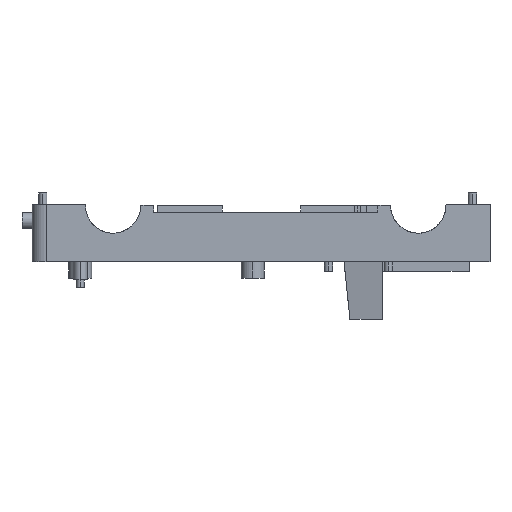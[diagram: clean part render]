
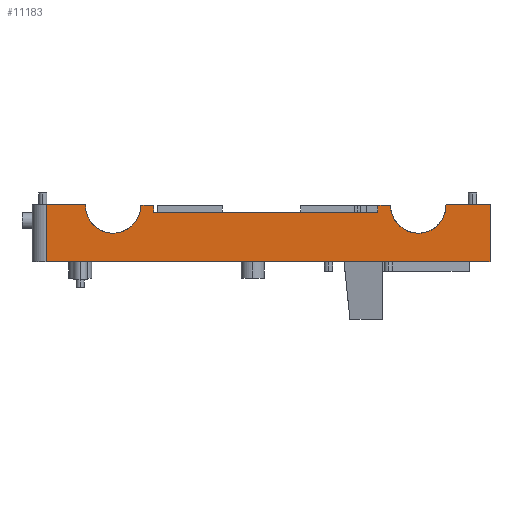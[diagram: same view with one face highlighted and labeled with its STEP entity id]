
A CAD part, left-side view. The second image highlights one B-rep face of the part: STEP entity #11183.
In plain terms, the highlighted planar face has unit normal (-1, 0, 0).
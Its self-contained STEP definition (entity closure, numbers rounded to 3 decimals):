
#230 = B_SPLINE_CURVE_WITH_KNOTS ( 'NONE', 3,
 ( #905, #5366, #16089, #16199 ),
 .UNSPECIFIED., .F., .F.,
 ( 4, 4 ),
 ( 0., 1. ),
 .UNSPECIFIED. ) ;
#295 = CARTESIAN_POINT ( 'NONE',  ( -33.2, 52., 0.2 ) ) ;
#476 = DIRECTION ( 'NONE',  ( 1., 0., 0. ) ) ;
#510 = EDGE_CURVE ( 'NONE', #9645, #14111, #17350, .T. ) ;
#629 = EDGE_CURVE ( 'NONE', #5733, #12685, #6764, .T. ) ;
#691 = B_SPLINE_CURVE_WITH_KNOTS ( 'NONE', 3,
 ( #4979, #4925, #2087, #10224 ),
 .UNSPECIFIED., .F., .F.,
 ( 4, 4 ),
 ( 0., 1. ),
 .UNSPECIFIED. ) ;
#715 = CARTESIAN_POINT ( 'NONE',  ( -33.2, -1.583, -1.5 ) ) ;
#905 = CARTESIAN_POINT ( 'NONE',  ( -33.2, 30.75, 0. ) ) ;
#914 = AXIS2_PLACEMENT_3D ( 'NONE', #8924, #8873, #2253 ) ;
#1016 = CARTESIAN_POINT ( 'NONE',  ( -33.2, 30.75, 0. ) ) ;
#1054 = B_SPLINE_CURVE_WITH_KNOTS ( 'NONE', 3,
 ( #2650, #14692, #10680, #16176, #6474, #6697, #17473, #16067, #10569, #5290 ),
 .UNSPECIFIED., .F., .F.,
 ( 4, 3, 3, 4 ),
 ( -0.001, 0., 1., 1.462 ),
 .UNSPECIFIED. ) ;
#1058 = VERTEX_POINT ( 'NONE', #8239 ) ;
#1206 = EDGE_CURVE ( 'NONE', #12685, #15790, #230, .T. ) ;
#1282 = B_SPLINE_CURVE_WITH_KNOTS ( 'NONE', 3,
 ( #9295, #6602, #15966, #10476 ),
 .UNSPECIFIED., .F., .F.,
 ( 4, 4 ),
 ( 0., 1. ),
 .UNSPECIFIED. ) ;
#1411 = ORIENTED_EDGE ( 'NONE', *, *, #1206, .F. ) ;
#1543 = CARTESIAN_POINT ( 'NONE',  ( -33.2, 54., -12.2 ) ) ;
#1588 = CARTESIAN_POINT ( 'NONE',  ( -33.2, 54., 0.2 ) ) ;
#1673 = VERTEX_POINT ( 'NONE', #5077 ) ;
#2087 = CARTESIAN_POINT ( 'NONE',  ( -33.2, -18.667, 0. ) ) ;
#2253 = DIRECTION ( 'NONE',  ( 0., 0., -1. ) ) ;
#2479 = EDGE_CURVE ( 'NONE', #2498, #5733, #12196, .T. ) ;
#2498 = VERTEX_POINT ( 'NONE', #7377 ) ;
#2650 = CARTESIAN_POINT ( 'NONE',  ( -33.2, -32.497, 0.2 ) ) ;
#3050 = DIRECTION ( 'NONE',  ( 0., 1., 0. ) ) ;
#3052 = CARTESIAN_POINT ( 'NONE',  ( -33.2, 45.498, 0.2 ) ) ;
#3405 = CARTESIAN_POINT ( 'NONE',  ( -33.2, -42., -12.2 ) ) ;
#3525 = CARTESIAN_POINT ( 'NONE',  ( -33.2, -17.75, 0. ) ) ;
#3815 = DIRECTION ( 'NONE',  ( -1., 0., 0. ) ) ;
#3907 = VERTEX_POINT ( 'NONE', #5095 ) ;
#4189 = DIRECTION ( 'NONE',  ( 0., 0., -1. ) ) ;
#4194 = ORIENTED_EDGE ( 'NONE', *, *, #10701, .F. ) ;
#4499 = CARTESIAN_POINT ( 'NONE',  ( -33.2, 54., 0.2 ) ) ;
#4739 = CARTESIAN_POINT ( 'NONE',  ( -33.2, 14.583, -1.5 ) ) ;
#4925 = CARTESIAN_POINT ( 'NONE',  ( -33.2, -19.583, 0. ) ) ;
#4979 = CARTESIAN_POINT ( 'NONE',  ( -33.2, -20.5, 0. ) ) ;
#5077 = CARTESIAN_POINT ( 'NONE',  ( -33.2, -17.75, -1.5 ) ) ;
#5095 = CARTESIAN_POINT ( 'NONE',  ( -33.2, -32.497, 0.2 ) ) ;
#5123 = CARTESIAN_POINT ( 'NONE',  ( -33.2, -20.5, 0. ) ) ;
#5290 = CARTESIAN_POINT ( 'NONE',  ( -33.2, -42., 0.2 ) ) ;
#5329 = EDGE_CURVE ( 'NONE', #17487, #5834, #691, .T. ) ;
#5366 = CARTESIAN_POINT ( 'NONE',  ( -33.2, 30.75, -0.5 ) ) ;
#5413 = ORIENTED_EDGE ( 'NONE', *, *, #5682, .F. ) ;
#5682 = EDGE_CURVE ( 'NONE', #7216, #2498, #10437, .T. ) ;
#5729 = CARTESIAN_POINT ( 'NONE',  ( -33.2, 53.333, 0.2 ) ) ;
#5733 = VERTEX_POINT ( 'NONE', #16962 ) ;
#5781 = CARTESIAN_POINT ( 'NONE',  ( -33.2, 45.499, 0.2 ) ) ;
#5834 = VERTEX_POINT ( 'NONE', #3525 ) ;
#5954 = EDGE_CURVE ( 'NONE', #3907, #1058, #1054, .T. ) ;
#5977 = LINE ( 'NONE', #11104, #8723 ) ;
#6173 = ORIENTED_EDGE ( 'NONE', *, *, #5954, .F. ) ;
#6474 = CARTESIAN_POINT ( 'NONE',  ( -33.2, -34.667, 0.2 ) ) ;
#6587 = DIRECTION ( 'NONE',  ( 0., 0., -1. ) ) ;
#6602 = CARTESIAN_POINT ( 'NONE',  ( -33.2, -17.75, -1. ) ) ;
#6697 = CARTESIAN_POINT ( 'NONE',  ( -33.2, -36.833, 0.2 ) ) ;
#6764 = B_SPLINE_CURVE_WITH_KNOTS ( 'NONE', 3,
 ( #10808, #15996, #9700, #8341 ),
 .UNSPECIFIED., .F., .F.,
 ( 4, 4 ),
 ( 0., 1. ),
 .UNSPECIFIED. ) ;
#7002 = CARTESIAN_POINT ( 'NONE',  ( -33.2, 52.667, 0.2 ) ) ;
#7163 = EDGE_CURVE ( 'NONE', #7216, #14111, #5977, .T. ) ;
#7185 = PLANE ( 'NONE',  #7462 ) ;
#7216 = VERTEX_POINT ( 'NONE', #1588 ) ;
#7304 = CARTESIAN_POINT ( 'NONE',  ( -33.2, -39., 0. ) ) ;
#7377 = CARTESIAN_POINT ( 'NONE',  ( -33.2, 45.497, 0.2 ) ) ;
#7462 = AXIS2_PLACEMENT_3D ( 'NONE', #7304, #476, #3050 ) ;
#7580 = EDGE_CURVE ( 'NONE', #15790, #1673, #9427, .T. ) ;
#7743 = EDGE_CURVE ( 'NONE', #17487, #3907, #17187, .T. ) ;
#7950 = ORIENTED_EDGE ( 'NONE', *, *, #7163, .T. ) ;
#8239 = CARTESIAN_POINT ( 'NONE',  ( -33.2, -42., 0.2 ) ) ;
#8330 = AXIS2_PLACEMENT_3D ( 'NONE', #10626, #3815, #6587 ) ;
#8341 = CARTESIAN_POINT ( 'NONE',  ( -33.2, 30.75, 0. ) ) ;
#8723 = VECTOR ( 'NONE', #4189, 1000. ) ;
#8730 = EDGE_CURVE ( 'NONE', #1673, #5834, #1282, .T. ) ;
#8873 = DIRECTION ( 'NONE',  ( -1., 0., 0. ) ) ;
#8924 = CARTESIAN_POINT ( 'NONE',  ( -33.2, 39.5, 0. ) ) ;
#8950 = ORIENTED_EDGE ( 'NONE', *, *, #2479, .F. ) ;
#9295 = CARTESIAN_POINT ( 'NONE',  ( -33.2, -17.75, -1.5 ) ) ;
#9427 = B_SPLINE_CURVE_WITH_KNOTS ( 'NONE', 3,
 ( #15466, #4739, #715, #11517 ),
 .UNSPECIFIED., .F., .F.,
 ( 4, 4 ),
 ( 0., 1. ),
 .UNSPECIFIED. ) ;
#9521 = ORIENTED_EDGE ( 'NONE', *, *, #5329, .T. ) ;
#9645 = VERTEX_POINT ( 'NONE', #3405 ) ;
#9700 = CARTESIAN_POINT ( 'NONE',  ( -33.2, 31.667, 0. ) ) ;
#9701 = VECTOR ( 'NONE', #11596, 1000. ) ;
#9741 = CARTESIAN_POINT ( 'NONE',  ( -33.2, 45.497, 0.2 ) ) ;
#9798 = CARTESIAN_POINT ( 'NONE',  ( -33.2, 45.5, 0.2 ) ) ;
#9914 = CARTESIAN_POINT ( 'NONE',  ( -33.2, 49.833, 0.2 ) ) ;
#10224 = CARTESIAN_POINT ( 'NONE',  ( -33.2, -17.75, 0. ) ) ;
#10297 = EDGE_LOOP ( 'NONE', ( #7950, #16116, #4194, #6173, #14319, #9521, #13641, #14450, #1411, #14211, #8950, #5413 ) ) ;
#10437 = B_SPLINE_CURVE_WITH_KNOTS ( 'NONE', 3,
 ( #4499, #5729, #7002, #295, #9914, #16660, #9798, #5781, #3052, #9741 ),
 .UNSPECIFIED., .F., .F.,
 ( 4, 3, 3, 4 ),
 ( -0.308, 0., 1., 1.001 ),
 .UNSPECIFIED. ) ;
#10476 = CARTESIAN_POINT ( 'NONE',  ( -33.2, -17.75, 0. ) ) ;
#10569 = CARTESIAN_POINT ( 'NONE',  ( -33.2, -41., 0.2 ) ) ;
#10626 = CARTESIAN_POINT ( 'NONE',  ( -33.2, -26.5, 0. ) ) ;
#10680 = CARTESIAN_POINT ( 'NONE',  ( -33.2, -32.499, 0.2 ) ) ;
#10701 = EDGE_CURVE ( 'NONE', #1058, #9645, #12014, .T. ) ;
#10808 = CARTESIAN_POINT ( 'NONE',  ( -33.2, 33.5, 0. ) ) ;
#11060 = CARTESIAN_POINT ( 'NONE',  ( -33.2, -42., 5542.8 ) ) ;
#11104 = CARTESIAN_POINT ( 'NONE',  ( -33.2, 54., -12.2 ) ) ;
#11183 = ADVANCED_FACE ( 'NONE', ( #16253 ), #7185, .F. ) ;
#11517 = CARTESIAN_POINT ( 'NONE',  ( -33.2, -17.75, -1.5 ) ) ;
#11596 = DIRECTION ( 'NONE',  ( 0., 0., -1. ) ) ;
#12014 = LINE ( 'NONE', #11060, #9701 ) ;
#12196 = CIRCLE ( 'NONE', #914, 6. ) ;
#12685 = VERTEX_POINT ( 'NONE', #1016 ) ;
#13357 = DIRECTION ( 'NONE',  ( 0., 1., 0. ) ) ;
#13547 = VECTOR ( 'NONE', #13357, 1000. ) ;
#13641 = ORIENTED_EDGE ( 'NONE', *, *, #8730, .F. ) ;
#14111 = VERTEX_POINT ( 'NONE', #1543 ) ;
#14211 = ORIENTED_EDGE ( 'NONE', *, *, #629, .F. ) ;
#14319 = ORIENTED_EDGE ( 'NONE', *, *, #7743, .F. ) ;
#14450 = ORIENTED_EDGE ( 'NONE', *, *, #7580, .F. ) ;
#14692 = CARTESIAN_POINT ( 'NONE',  ( -33.2, -32.498, 0.2 ) ) ;
#15372 = CARTESIAN_POINT ( 'NONE',  ( -33.2, 30.75, -1.5 ) ) ;
#15466 = CARTESIAN_POINT ( 'NONE',  ( -33.2, 30.75, -1.5 ) ) ;
#15790 = VERTEX_POINT ( 'NONE', #15372 ) ;
#15966 = CARTESIAN_POINT ( 'NONE',  ( -33.2, -17.75, -0.5 ) ) ;
#15996 = CARTESIAN_POINT ( 'NONE',  ( -33.2, 32.583, 0. ) ) ;
#16067 = CARTESIAN_POINT ( 'NONE',  ( -33.2, -40., 0.2 ) ) ;
#16089 = CARTESIAN_POINT ( 'NONE',  ( -33.2, 30.75, -1. ) ) ;
#16116 = ORIENTED_EDGE ( 'NONE', *, *, #510, .F. ) ;
#16176 = CARTESIAN_POINT ( 'NONE',  ( -33.2, -32.5, 0.2 ) ) ;
#16199 = CARTESIAN_POINT ( 'NONE',  ( -33.2, 30.75, -1.5 ) ) ;
#16253 = FACE_OUTER_BOUND ( 'NONE', #10297, .T. ) ;
#16660 = CARTESIAN_POINT ( 'NONE',  ( -33.2, 47.667, 0.2 ) ) ;
#16962 = CARTESIAN_POINT ( 'NONE',  ( -33.2, 33.5, 0. ) ) ;
#17187 = CIRCLE ( 'NONE', #8330, 6. ) ;
#17315 = CARTESIAN_POINT ( 'NONE',  ( -33.2, -39., -12.2 ) ) ;
#17350 = LINE ( 'NONE', #17315, #13547 ) ;
#17473 = CARTESIAN_POINT ( 'NONE',  ( -33.2, -39., 0.2 ) ) ;
#17487 = VERTEX_POINT ( 'NONE', #5123 ) ;
